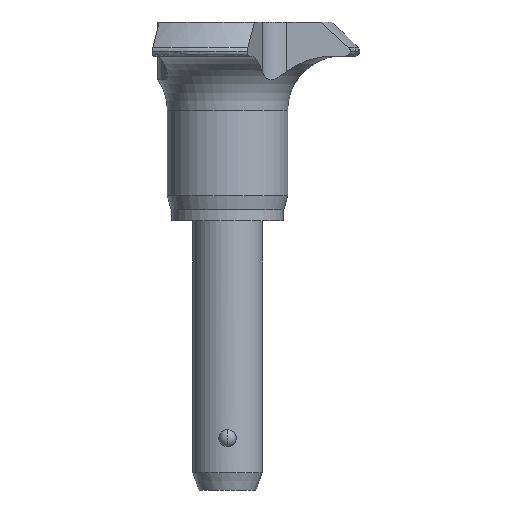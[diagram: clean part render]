
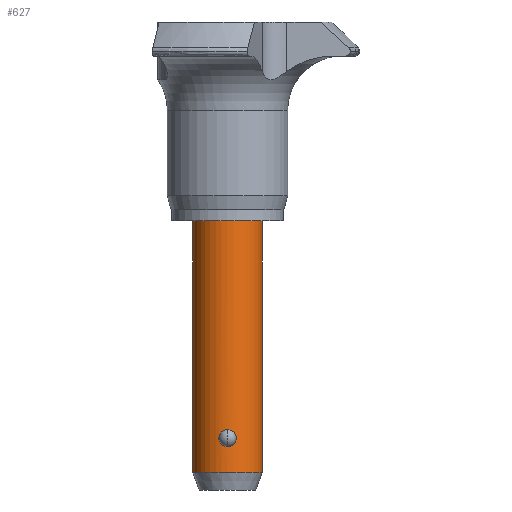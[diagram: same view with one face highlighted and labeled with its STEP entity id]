
A CAD part, front view. The second image highlights one B-rep face of the part: STEP entity #627.
In plain terms, the highlighted cylindrical face has radius 5 mm (diameter 10 mm), a partial arc.
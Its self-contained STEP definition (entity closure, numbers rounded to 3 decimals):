
#355=VERTEX_POINT('',#980);
#389=VERTEX_POINT('',#1016);
#439=VERTEX_POINT('',#1068);
#525=EDGE_CURVE('',#389,#725,#1163,.T.);
#615=EDGE_CURVE('',#741,#745,#1262,.T.);
#627=ADVANCED_FACE('',(#1276,#1277),#1278,.T.);
#643=EDGE_CURVE('',#725,#769,#1294,.T.);
#705=EDGE_CURVE('',#741,#439,#1360,.T.);
#709=EDGE_CURVE('',#769,#389,#1364,.T.);
#725=VERTEX_POINT('',#1382);
#731=EDGE_CURVE('',#355,#745,#1390,.T.);
#741=VERTEX_POINT('',#1400);
#745=VERTEX_POINT('',#1404);
#769=VERTEX_POINT('',#1430);
#835=EDGE_CURVE('',#355,#439,#1504,.T.);
#980=CARTESIAN_POINT('',(5.,0.,-0.986));
#1016=CARTESIAN_POINT('',(0.,-5.,-33.461));
#1068=CARTESIAN_POINT('',(5.,0.,-37.186));
#1163=B_SPLINE_CURVE_WITH_KNOTS('',3,(#2139,#2140,#2141,#2142,#2143,#2144,#2145,#2146,#2147,#2148,#2149,#2150,#2151,#2152,#2153,#2154,#2155,#2156,#2157,#2158,#2159,#2160,#2161,#2162,#2163,#2164),.UNSPECIFIED.,.F.,.F.,(4,2,2,2,2,2,2,2,2,2,2,2,4),(1.854,2.167,2.48,2.671,2.862,3.285,3.707,4.13,4.552,4.743,4.934,5.247,5.561),.UNSPECIFIED.);
#1262=LINE('',#2380,#2381);
#1276=FACE_OUTER_BOUND('',#2426,.T.);
#1277=FACE_BOUND('',#2427,.T.);
#1278=CYLINDRICAL_SURFACE('',#2428,5.);
#1294=B_SPLINE_CURVE_WITH_KNOTS('',3,(#2474,#2475,#2476,#2477,#2478,#2479,#2480,#2481,#2482,#2483,#2484,#2485,#2486,#2487),.UNSPECIFIED.,.F.,.F.,(4,2,2,2,2,2,4),(5.561,5.874,6.187,6.378,6.569,6.992,7.414),.UNSPECIFIED.);
#1360=CIRCLE('',#2603,5.);
#1364=B_SPLINE_CURVE_WITH_KNOTS('',3,(#2610,#2611,#2612,#2613,#2614,#2615,#2616,#2617,#2618,#2619,#2620,#2621,#2622,#2623),.UNSPECIFIED.,.F.,.F.,(4,2,2,2,2,2,4),(0.0,0.422,0.845,1.036,1.227,1.54,1.854),.UNSPECIFIED.);
#1382=CARTESIAN_POINT('',(0.,-5.,-31.011));
#1390=CIRCLE('',#2662,5.);
#1400=CARTESIAN_POINT('',(-5.,0.,-37.186));
#1404=CARTESIAN_POINT('',(-5.,0.,-0.986));
#1430=CARTESIAN_POINT('',(1.247,-4.842,-32.236));
#1504=LINE('',#2883,#2884);
#2139=CARTESIAN_POINT('',(0.,-5.,-33.461));
#2140=CARTESIAN_POINT('',(-0.104,-5.,-33.461));
#2141=CARTESIAN_POINT('',(-0.218,-4.996,-33.447));
#2142=CARTESIAN_POINT('',(-0.436,-4.982,-33.39));
#2143=CARTESIAN_POINT('',(-0.541,-4.971,-33.346));
#2144=CARTESIAN_POINT('',(-0.686,-4.953,-33.263));
#2145=CARTESIAN_POINT('',(-0.744,-4.945,-33.224));
#2146=CARTESIAN_POINT('',(-0.851,-4.927,-33.137));
#2147=CARTESIAN_POINT('',(-0.9,-4.918,-33.089));
#2148=CARTESIAN_POINT('',(-1.035,-4.893,-32.937));
#2149=CARTESIAN_POINT('',(-1.115,-4.874,-32.808));
#2150=CARTESIAN_POINT('',(-1.221,-4.849,-32.528));
#2151=CARTESIAN_POINT('',(-1.247,-4.842,-32.377));
#2152=CARTESIAN_POINT('',(-1.247,-4.842,-32.095));
#2153=CARTESIAN_POINT('',(-1.221,-4.849,-31.945));
#2154=CARTESIAN_POINT('',(-1.115,-4.874,-31.665));
#2155=CARTESIAN_POINT('',(-1.035,-4.893,-31.535));
#2156=CARTESIAN_POINT('',(-0.9,-4.918,-31.383));
#2157=CARTESIAN_POINT('',(-0.851,-4.927,-31.335));
#2158=CARTESIAN_POINT('',(-0.744,-4.945,-31.248));
#2159=CARTESIAN_POINT('',(-0.686,-4.953,-31.209));
#2160=CARTESIAN_POINT('',(-0.541,-4.971,-31.126));
#2161=CARTESIAN_POINT('',(-0.436,-4.982,-31.082));
#2162=CARTESIAN_POINT('',(-0.218,-4.996,-31.025));
#2163=CARTESIAN_POINT('',(-0.104,-5.,-31.011));
#2164=CARTESIAN_POINT('',(0.,-5.,-31.011));
#2380=CARTESIAN_POINT('',(-5.,0.,-19.086));
#2381=VECTOR('',#3433,1.0);
#2426=EDGE_LOOP('',(#3446,#3447,#3448,#3449));
#2427=EDGE_LOOP('',(#3450,#3451,#3452));
#2428=AXIS2_PLACEMENT_3D('',#3453,#3454,#3455);
#2474=CARTESIAN_POINT('',(0.,-5.,-31.011));
#2475=CARTESIAN_POINT('',(0.104,-5.,-31.011));
#2476=CARTESIAN_POINT('',(0.218,-4.996,-31.025));
#2477=CARTESIAN_POINT('',(0.436,-4.982,-31.082));
#2478=CARTESIAN_POINT('',(0.541,-4.971,-31.126));
#2479=CARTESIAN_POINT('',(0.686,-4.953,-31.209));
#2480=CARTESIAN_POINT('',(0.744,-4.945,-31.248));
#2481=CARTESIAN_POINT('',(0.851,-4.927,-31.335));
#2482=CARTESIAN_POINT('',(0.9,-4.918,-31.383));
#2483=CARTESIAN_POINT('',(1.035,-4.893,-31.535));
#2484=CARTESIAN_POINT('',(1.115,-4.874,-31.665));
#2485=CARTESIAN_POINT('',(1.221,-4.849,-31.945));
#2486=CARTESIAN_POINT('',(1.247,-4.842,-32.095));
#2487=CARTESIAN_POINT('',(1.247,-4.842,-32.236));
#2603=AXIS2_PLACEMENT_3D('',#3530,#3531,#3532);
#2610=CARTESIAN_POINT('',(1.247,-4.842,-32.236));
#2611=CARTESIAN_POINT('',(1.247,-4.842,-32.377));
#2612=CARTESIAN_POINT('',(1.221,-4.849,-32.528));
#2613=CARTESIAN_POINT('',(1.115,-4.874,-32.808));
#2614=CARTESIAN_POINT('',(1.035,-4.893,-32.937));
#2615=CARTESIAN_POINT('',(0.9,-4.918,-33.089));
#2616=CARTESIAN_POINT('',(0.851,-4.927,-33.137));
#2617=CARTESIAN_POINT('',(0.744,-4.945,-33.224));
#2618=CARTESIAN_POINT('',(0.686,-4.953,-33.263));
#2619=CARTESIAN_POINT('',(0.541,-4.971,-33.346));
#2620=CARTESIAN_POINT('',(0.436,-4.982,-33.39));
#2621=CARTESIAN_POINT('',(0.218,-4.996,-33.447));
#2622=CARTESIAN_POINT('',(0.104,-5.,-33.461));
#2623=CARTESIAN_POINT('',(0.,-5.,-33.461));
#2662=AXIS2_PLACEMENT_3D('',#3584,#3585,#3586);
#2883=CARTESIAN_POINT('',(5.,0.,-19.086));
#2884=VECTOR('',#3709,1.0);
#3433=DIRECTION('',(0.0,0.0,1.0));
#3446=ORIENTED_EDGE('',*,*,#615,.F.);
#3447=ORIENTED_EDGE('',*,*,#705,.T.);
#3448=ORIENTED_EDGE('',*,*,#835,.F.);
#3449=ORIENTED_EDGE('',*,*,#731,.T.);
#3450=ORIENTED_EDGE('',*,*,#709,.T.);
#3451=ORIENTED_EDGE('',*,*,#525,.T.);
#3452=ORIENTED_EDGE('',*,*,#643,.T.);
#3453=CARTESIAN_POINT('',(0.,0.,-19.086));
#3454=DIRECTION('',(-0.0,-0.0,-1.0));
#3455=DIRECTION('',(-1.0,0.,0.0));
#3530=CARTESIAN_POINT('',(0.,0.,-37.186));
#3531=DIRECTION('',(0.0,0.0,1.0));
#3532=DIRECTION('',(-1.0,0.,0.0));
#3584=CARTESIAN_POINT('',(0.,0.,-0.986));
#3585=DIRECTION('',(-0.0,0.0,-1.0));
#3586=DIRECTION('',(-1.0,0.,0.0));
#3709=DIRECTION('',(-0.0,-0.0,-1.0));
